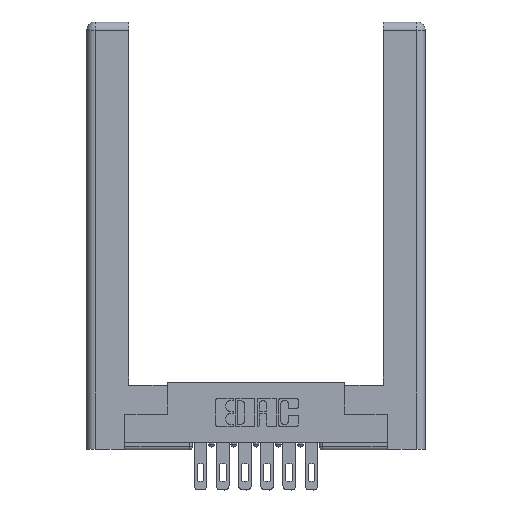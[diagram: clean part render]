
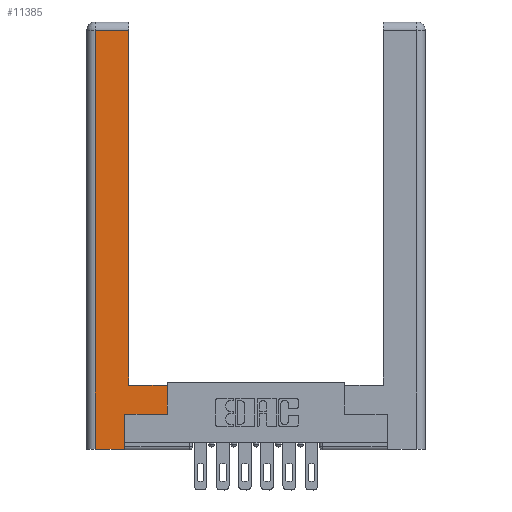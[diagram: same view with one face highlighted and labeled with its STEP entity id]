
A CAD part, top view. The second image highlights one B-rep face of the part: STEP entity #11385.
In plain terms, the highlighted planar face has unit normal (0, 0, 1).
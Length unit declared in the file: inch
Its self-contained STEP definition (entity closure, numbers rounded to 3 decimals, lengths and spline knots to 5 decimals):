
#62 = PLANE ( 'NONE',  #7270 ) ;
#107 = CARTESIAN_POINT ( 'NONE',  ( 0., 0., 0. ) ) ;
#207 = EDGE_CURVE ( 'NONE', #7981, #10782, #5610, .T. ) ;
#470 = DIRECTION ( 'NONE',  ( -1., 0., 0. ) ) ;
#641 = EDGE_CURVE ( 'NONE', #1186, #3413, #7959, .T. ) ;
#914 = VERTEX_POINT ( 'NONE', #5791 ) ;
#1186 = VERTEX_POINT ( 'NONE', #10988 ) ;
#1429 = DIRECTION ( 'NONE',  ( 0., 1., 0. ) ) ;
#1541 = EDGE_CURVE ( 'NONE', #7417, #1186, #5315, .T. ) ;
#1605 = DIRECTION ( 'NONE',  ( 0., 1., 0. ) ) ;
#1653 = LINE ( 'NONE', #4042, #4884 ) ;
#1721 = ORIENTED_EDGE ( 'NONE', *, *, #9761, .T. ) ;
#1805 = EDGE_CURVE ( 'NONE', #914, #7143, #1653, .T. ) ;
#1808 = VECTOR ( 'NONE', #5611, 39.37008 ) ;
#1826 = DIRECTION ( 'NONE',  ( 0., -1., 0. ) ) ;
#1929 = CARTESIAN_POINT ( 'NONE',  ( 0.265, 0.245, 0. ) ) ;
#2260 = ORIENTED_EDGE ( 'NONE', *, *, #207, .T. ) ;
#2628 = ORIENTED_EDGE ( 'NONE', *, *, #641, .T. ) ;
#2729 = CARTESIAN_POINT ( 'NONE',  ( 0.0615, 0., 0. ) ) ;
#3097 = DIRECTION ( 'NONE',  ( 0., 0., -1. ) ) ;
#3169 = EDGE_LOOP ( 'NONE', ( #5710, #2628, #4687, #2260, #6045, #1721, #6235, #7479 ) ) ;
#3221 = VERTEX_POINT ( 'NONE', #1929 ) ;
#3250 = LINE ( 'NONE', #8272, #4126 ) ;
#3413 = VERTEX_POINT ( 'NONE', #7790 ) ;
#3609 = CARTESIAN_POINT ( 'NONE',  ( 0.265, 0., 0. ) ) ;
#4012 = LINE ( 'NONE', #10460, #1808 ) ;
#4015 = CARTESIAN_POINT ( 'NONE',  ( 0.295, 3., 0. ) ) ;
#4042 = CARTESIAN_POINT ( 'NONE',  ( 0.565, 0.45, 0. ) ) ;
#4126 = VECTOR ( 'NONE', #4403, 39.37008 ) ;
#4403 = DIRECTION ( 'NONE',  ( 1., 0., 0. ) ) ;
#4467 = CARTESIAN_POINT ( 'NONE',  ( 0.295, 0.45, 0. ) ) ;
#4509 = DIRECTION ( 'NONE',  ( 1., 0., 0. ) ) ;
#4687 = ORIENTED_EDGE ( 'NONE', *, *, #6162, .T. ) ;
#4757 = DIRECTION ( 'NONE',  ( 0., 1., 0. ) ) ;
#4884 = VECTOR ( 'NONE', #1605, 39.37008 ) ;
#5051 = CARTESIAN_POINT ( 'NONE',  ( 0.265, 0., 0. ) ) ;
#5315 = LINE ( 'NONE', #4015, #7528 ) ;
#5610 = LINE ( 'NONE', #3609, #7396 ) ;
#5611 = DIRECTION ( 'NONE',  ( -1., 0., 0. ) ) ;
#5710 = ORIENTED_EDGE ( 'NONE', *, *, #1541, .T. ) ;
#5791 = CARTESIAN_POINT ( 'NONE',  ( 0.565, 0.245, 0. ) ) ;
#6045 = ORIENTED_EDGE ( 'NONE', *, *, #8352, .T. ) ;
#6162 = EDGE_CURVE ( 'NONE', #3413, #7981, #9432, .T. ) ;
#6235 = ORIENTED_EDGE ( 'NONE', *, *, #1805, .T. ) ;
#6285 = EDGE_CURVE ( 'NONE', #7143, #7417, #4012, .T. ) ;
#6439 = VECTOR ( 'NONE', #1429, 39.37008 ) ;
#6628 = DIRECTION ( 'NONE',  ( -1., 0., 0. ) ) ;
#6924 = VECTOR ( 'NONE', #470, 39.37008 ) ;
#6936 = VECTOR ( 'NONE', #1826, 39.37008 ) ;
#7143 = VERTEX_POINT ( 'NONE', #11632 ) ;
#7270 = AXIS2_PLACEMENT_3D ( 'NONE', #107, #3097, #6628 ) ;
#7396 = VECTOR ( 'NONE', #4509, 39.37008 ) ;
#7417 = VERTEX_POINT ( 'NONE', #4467 ) ;
#7479 = ORIENTED_EDGE ( 'NONE', *, *, #6285, .T. ) ;
#7528 = VECTOR ( 'NONE', #4757, 39.37008 ) ;
#7790 = CARTESIAN_POINT ( 'NONE',  ( 0.0615, 2.94, 0. ) ) ;
#7830 = CARTESIAN_POINT ( 'NONE',  ( 0.265, 0.245, 0. ) ) ;
#7959 = LINE ( 'NONE', #8009, #6924 ) ;
#7981 = VERTEX_POINT ( 'NONE', #8230 ) ;
#8009 = CARTESIAN_POINT ( 'NONE',  ( 0.0615, 2.94, 0. ) ) ;
#8230 = CARTESIAN_POINT ( 'NONE',  ( 0.0615, 0., 0. ) ) ;
#8272 = CARTESIAN_POINT ( 'NONE',  ( 0.565, 0.245, 0. ) ) ;
#8352 = EDGE_CURVE ( 'NONE', #10782, #3221, #12064, .T. ) ;
#9432 = LINE ( 'NONE', #2729, #6936 ) ;
#9761 = EDGE_CURVE ( 'NONE', #3221, #914, #3250, .T. ) ;
#10460 = CARTESIAN_POINT ( 'NONE',  ( 0.295, 0.45, 0. ) ) ;
#10782 = VERTEX_POINT ( 'NONE', #5051 ) ;
#10988 = CARTESIAN_POINT ( 'NONE',  ( 0.295, 2.94, 0. ) ) ;
#11385 = ADVANCED_FACE ( 'NONE', ( #12032 ), #62, .F. ) ;
#11632 = CARTESIAN_POINT ( 'NONE',  ( 0.565, 0.45, 0. ) ) ;
#12032 = FACE_OUTER_BOUND ( 'NONE', #3169, .T. ) ;
#12064 = LINE ( 'NONE', #7830, #6439 ) ;
